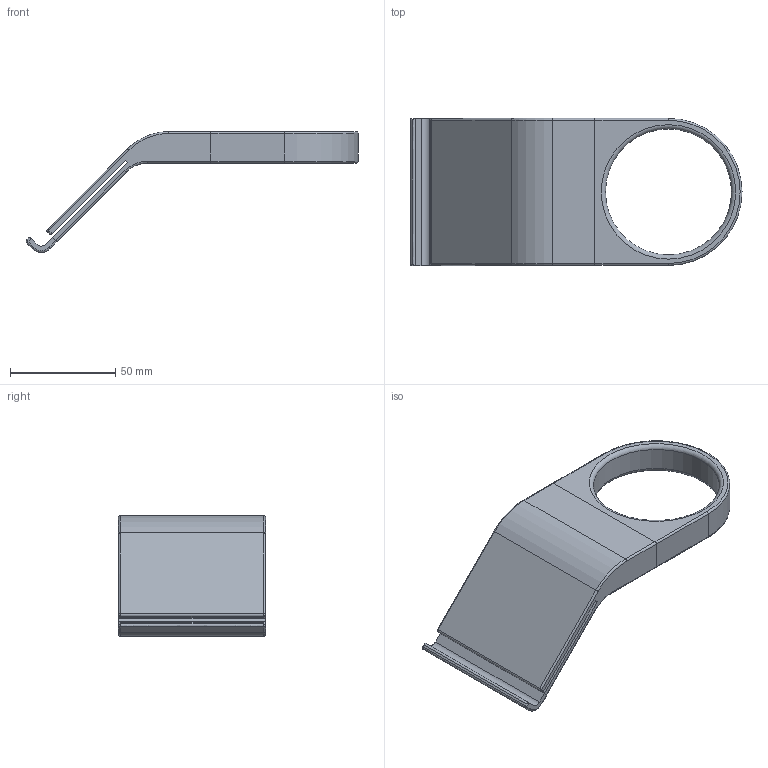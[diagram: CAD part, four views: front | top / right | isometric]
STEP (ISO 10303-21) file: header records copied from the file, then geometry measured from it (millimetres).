
FILE_DESCRIPTION(('FreeCAD Model'),'2;1');
FILE_NAME('Open CASCADE Shape Model','2023-12-02T11:40:18',(''),(''), 'Open CASCADE STEP processor 7.6','FreeCAD','Unknown');
FILE_SCHEMA(('AUTOMOTIVE_DESIGN { 1 0 10303 214 1 1 1 1 }'));
Length unit declared in the file: millimetre
Products named in the file (3): Stand Lip; Mount Point; Holder
Assembly tree (2 placements, depth 2):
  Stand Lip
    Mount Point
    Holder
Bounding box: 158.04 x 70 x 57.53 mm (x, y, z)
Volume: 86119.1 mm3; surface area: 34679.7 mm2
Topology: 2 solids, 2 shells, 69 faces, 159 edges, 90 vertices
Faces by surface type: cylinder 28, plane 23, torus 10, bspline 8
Full cylindrical faces by diameter (mm): 60 x1
Entity records: 6484 total; most frequent: CARTESIAN_POINT 3340, DIRECTION 574, LINE 325, VECTOR 325, ORIENTED_EDGE 310, PCURVE 310, DEFINITIONAL_REPRESENTATION 310, EDGE_CURVE 155
